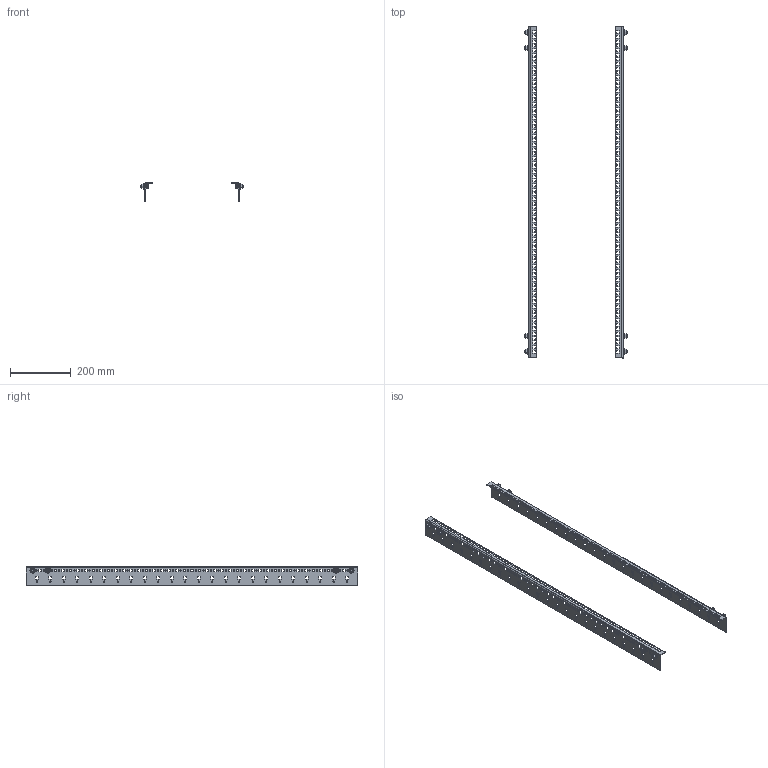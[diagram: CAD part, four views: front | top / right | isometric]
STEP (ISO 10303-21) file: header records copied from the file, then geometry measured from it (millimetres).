
FILE_DESCRIPTION (( 'STEP AP214' ), '1' );
FILE_NAME ('R5MCRE12ITL1.STEP', '2014-04-15T08:30:30', ( '' ), ( '' ), 'SwSTEP 2.0', 'SolidWorks 2012', '' );
FILE_SCHEMA (( 'AUTOMOTIVE_DESIGN' ));
Length unit declared in the file: millimetre
Products named in the file (5): QB10C135; R5MCRE12ITL1; A0400005_A0400005; R5MCRE12ITL; A3300003_A3300003
Assembly tree (11 placements, depth 3):
  R5MCRE12ITL1
    R5MCRE12ITL  x2
      QB10C135
      A0400005_A0400005
      A3300003_A3300003
Bounding box: 338.05 x 1094 x 62 mm (x, y, z)
Volume: 338075.1 mm3; surface area: 364892 mm2
Topology: 18 solids, 18 shells, 2284 faces, 6488 edges, 4256 vertices
Faces by surface type: plane 1656, cylinder 308, cone 224, bspline 96
Entity records: 28225 total; most frequent: CARTESIAN_POINT 5421, ORIENTED_EDGE 4772, DIRECTION 4312, EDGE_CURVE 2386, LINE 1934, VECTOR 1934, VERTEX_POINT 1582, EDGE_LOOP 1226
